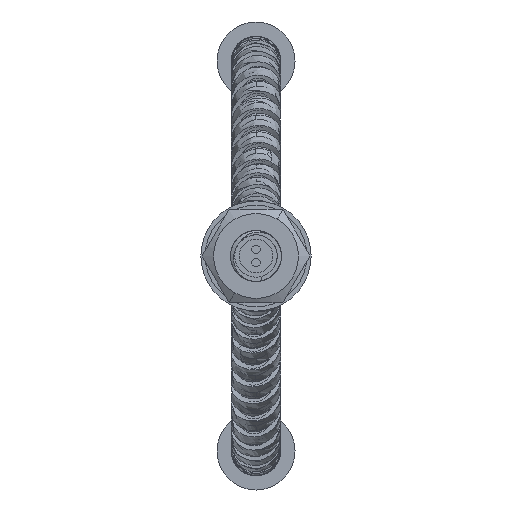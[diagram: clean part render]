
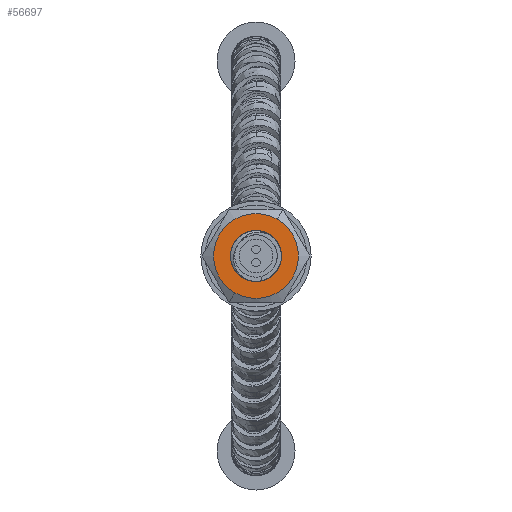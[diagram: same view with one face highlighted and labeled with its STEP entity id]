
A CAD part, left-side view. The second image highlights one B-rep face of the part: STEP entity #56697.
In plain terms, the highlighted face is planar.
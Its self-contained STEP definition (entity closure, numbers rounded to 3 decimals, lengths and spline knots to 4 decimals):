
#56434=CARTESIAN_POINT('',(0.,0.,2.4));
#56435=DIRECTION('',(0.,0.,1.));
#56436=DIRECTION('',(-1.,0.,0.));
#56437=AXIS2_PLACEMENT_3D('',#56434,#56435,#56436);
#56439=CARTESIAN_POINT('',(0.,0.,2.4));
#56440=DIRECTION('',(0.,0.,1.));
#56441=DIRECTION('',(1.,0.,0.));
#56442=AXIS2_PLACEMENT_3D('',#56439,#56440,#56441);
#56444=CARTESIAN_POINT('',(0.,0.,2.4));
#56445=DIRECTION('',(0.,0.,1.));
#56446=DIRECTION('',(0.,1.,0.));
#56447=AXIS2_PLACEMENT_3D('',#56444,#56445,#56446);
#56449=CARTESIAN_POINT('',(0.,0.,2.4));
#56450=DIRECTION('',(0.,0.,1.));
#56451=DIRECTION('',(0.,-1.,0.));
#56452=AXIS2_PLACEMENT_3D('',#56449,#56450,#56451);
#56455=CARTESIAN_POINT('',(-1.25,0.,2.4));
#56457=VERTEX_POINT('',#56455);
#56459=CARTESIAN_POINT('',(1.25,0.,2.4));
#56461=VERTEX_POINT('',#56459);
#56462=CARTESIAN_POINT('',(0.,2.5,2.4));
#56464=VERTEX_POINT('',#56462);
#56470=CARTESIAN_POINT('',(0.,-2.5,2.4));
#56472=VERTEX_POINT('',#56470);
#56684=CARTESIAN_POINT('',(0.,0.,2.4));
#56685=DIRECTION('',(0.,0.,1.));
#56686=DIRECTION('',(1.,0.,0.));
#56687=AXIS2_PLACEMENT_3D('',#56684,#56685,#56686);
#56688=PLANE('',#56687);
#56689=ORIENTED_EDGE('',*,*,#56509,.F.);
#56690=ORIENTED_EDGE('',*,*,#56534,.F.);
#56691=EDGE_LOOP('',(#56689,#56690));
#56692=FACE_OUTER_BOUND('',#56691,.F.);
#56693=ORIENTED_EDGE('',*,*,#56666,.T.);
#56694=ORIENTED_EDGE('',*,*,#56677,.T.);
#56695=EDGE_LOOP('',(#56693,#56694));
#56696=FACE_BOUND('',#56695,.F.);
#56697=ADVANCED_FACE('',(#56692,#56696),#56688,.T.);
#56438=CIRCLE('',#56437,1.25);
#56443=CIRCLE('',#56442,1.25);
#56448=CIRCLE('',#56447,2.5);
#56453=CIRCLE('',#56452,2.5);
#56509=EDGE_CURVE('',#56464,#56472,#56448,.T.);
#56534=EDGE_CURVE('',#56472,#56464,#56453,.T.);
#56666=EDGE_CURVE('',#56457,#56461,#56438,.T.);
#56677=EDGE_CURVE('',#56461,#56457,#56443,.T.);
